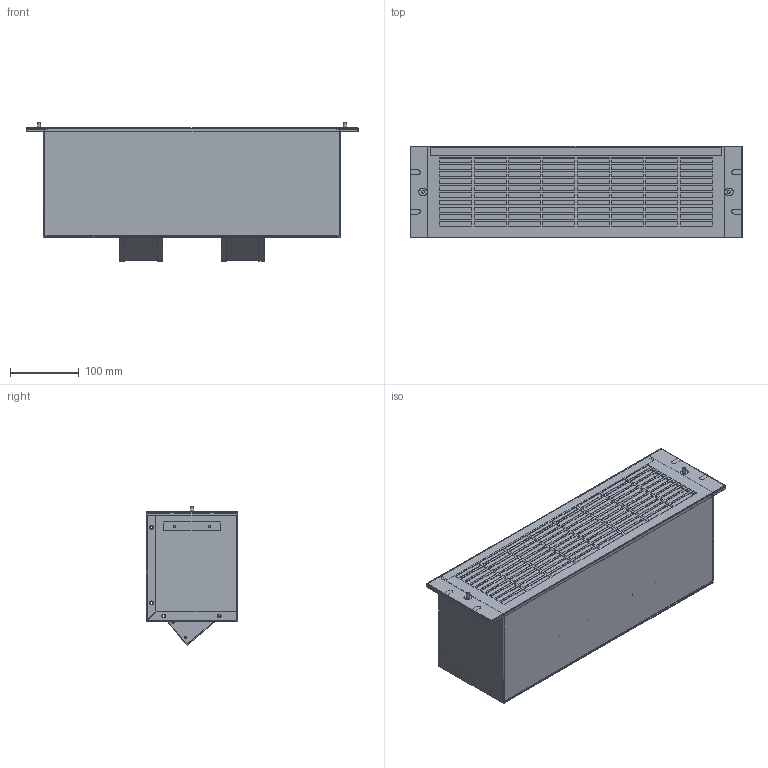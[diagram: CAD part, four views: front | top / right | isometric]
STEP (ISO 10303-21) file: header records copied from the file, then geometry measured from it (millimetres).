
FILE_DESCRIPTION((''),'2;1');
FILE_NAME('KP528A.stp','2018-10-23T13:51:46',( 'User'),('SDRC'),'I-DEAS Master Series','UNIX','Yes');
FILE_SCHEMA(('CONFIG_CONTROL_DESIGN', 'GEOMETRIC_VALIDATION_PROPERTIES_MIM','SHAPE_APPEARANCE_LAYER_MIM'));
Length unit declared in the file: inch
Bounding box: 482.6 x 133.35 x 201.23 mm (x, y, z)
Volume: 1302119.5 mm3; surface area: 1083115.3 mm2
Topology: 23 solids, 50 shells, 1567 faces, 4356 edges, 2816 vertices
Faces by surface type: bspline 1567
Entity records: 56284 total; most frequent: CARTESIAN_POINT 26600, ORIENTED_EDGE 8318, EDGE_CURVE 4334, OVER_RIDING_STYLED_ITEM 4225, VERTEX_POINT 2816, QUASI_UNIFORM_CURVE 2579, EDGE_LOOP 2007, FACE_OUTER_BOUND 1567
